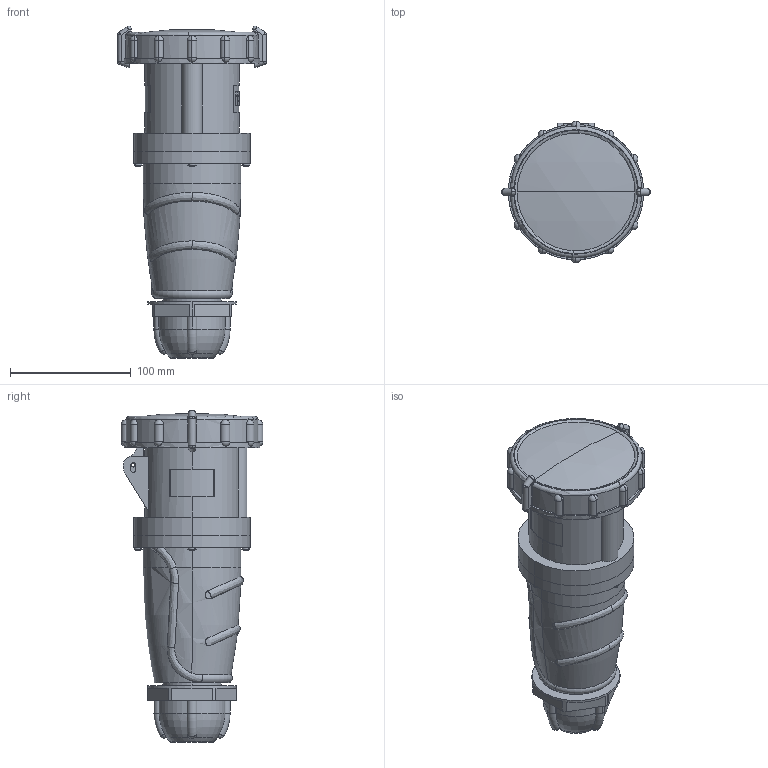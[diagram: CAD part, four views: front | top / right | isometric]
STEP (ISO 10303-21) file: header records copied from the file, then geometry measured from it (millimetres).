
FILE_DESCRIPTION (( 'STEP AP214' ), '1' );
FILE_NAME ('PSN21-063-3_MAGNUM Ðîçåòêà ïåðåíîñ. ÑÑÈ-233 63À-6÷ 220Â 2P+PE IP67 IEK.STEP', '2025-03-07T10:49:15', ( '' ), ( '' ), 'SwSTEP 2.0', 'SolidWorks 2022', '' );
FILE_SCHEMA (( 'AUTOMOTIVE_DESIGN' ));
Length unit declared in the file: millimetre
Products named in the file (4): Импортированный3; PSN21-063-3_MAGNUM Розетка перенос. ССИ-233 63А-6ч 220В 2P+PE IP67 IEK; Импортированный2; Импортированный1
Assembly tree (3 placements, depth 2):
  PSN21-063-3_MAGNUM Розетка перенос. ССИ-233 63А-6ч 220В 2P+PE IP67 IEK
    Импортированный3
    Импортированный2
    Импортированный1
Bounding box: 123 x 116.99 x 274.51 mm (x, y, z)
Volume: 716389.2 mm3; surface area: 240967 mm2
Topology: 3 solids, 3 shells, 1001 faces, 2646 edges, 1707 vertices
Faces by surface type: plane 485, cylinder 338, torus 78, bspline 48, cone 28, sphere 24
Entity records: 37746 total; most frequent: CARTESIAN_POINT 12658, DIRECTION 5334, ORIENTED_EDGE 5226, EDGE_CURVE 2613, AXIS2_PLACEMENT_3D 2044, VERTEX_POINT 1702, LINE 1246, VECTOR 1246
